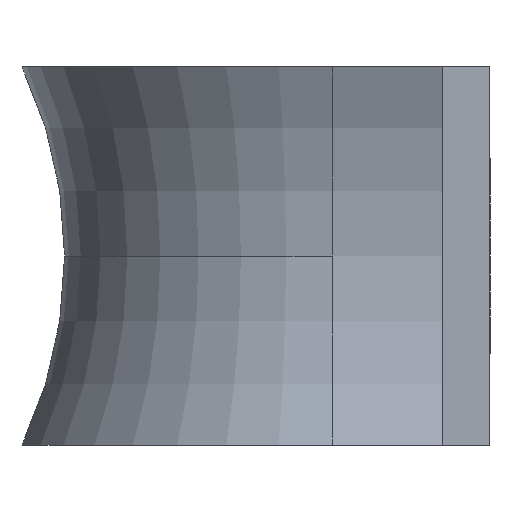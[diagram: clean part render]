
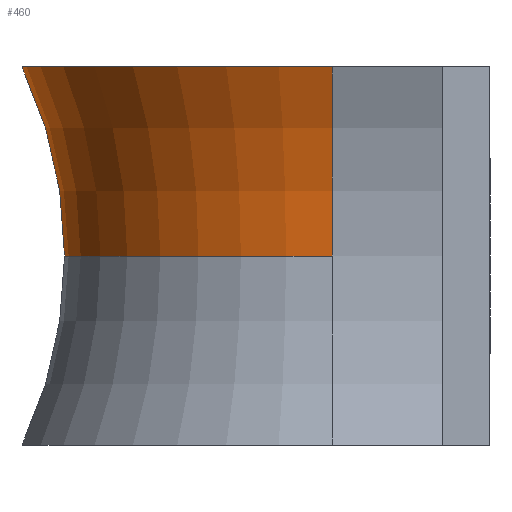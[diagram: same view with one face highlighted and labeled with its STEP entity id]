
A CAD part, left-side view. The second image highlights one B-rep face of the part: STEP entity #460.
In plain terms, the highlighted toroidal (fillet/blend) face has major radius 22.5 mm and minor radius 14 mm.
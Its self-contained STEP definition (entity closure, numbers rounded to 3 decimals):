
#1 = DIRECTION ( 'NONE',  ( 0., 0., 1. ) ) ;
#3 = ORIENTED_EDGE ( 'NONE', *, *, #153, .F. ) ;
#17 = AXIS2_PLACEMENT_3D ( 'NONE', #254, #1, #297 ) ;
#26 = DIRECTION ( 'NONE',  ( 0., 0., 1. ) ) ;
#34 = EDGE_LOOP ( 'NONE', ( #502, #518, #3, #396 ) ) ;
#53 = EDGE_CURVE ( 'NONE', #77, #496, #314, .T. ) ;
#77 = VERTEX_POINT ( 'NONE', #119 ) ;
#92 = CARTESIAN_POINT ( 'NONE',  ( 22.5, 0., 0. ) ) ;
#119 = CARTESIAN_POINT ( 'NONE',  ( 9.851, 0., 6. ) ) ;
#132 = DIRECTION ( 'NONE',  ( 0., 0., 1. ) ) ;
#150 = FACE_OUTER_BOUND ( 'NONE', #34, .T. ) ;
#153 = EDGE_CURVE ( 'NONE', #496, #156, #509, .T. ) ;
#156 = VERTEX_POINT ( 'NONE', #240 ) ;
#170 = AXIS2_PLACEMENT_3D ( 'NONE', #280, #26, #317 ) ;
#184 = CARTESIAN_POINT ( 'NONE',  ( 8.5, 0., 0. ) ) ;
#207 = CARTESIAN_POINT ( 'NONE',  ( -22.5, 0., 0. ) ) ;
#240 = CARTESIAN_POINT ( 'NONE',  ( -8.5, 0., 0. ) ) ;
#242 = DIRECTION ( 'NONE',  ( 0., 0., 1. ) ) ;
#254 = CARTESIAN_POINT ( 'NONE',  ( 0., 0., 0. ) ) ;
#280 = CARTESIAN_POINT ( 'NONE',  ( 0., 0., 6. ) ) ;
#297 = DIRECTION ( 'NONE',  ( 1., 0., 0. ) ) ;
#299 = CIRCLE ( 'NONE', #17, 8.5 ) ;
#302 = CARTESIAN_POINT ( 'NONE',  ( 0., 0., 0. ) ) ;
#304 = EDGE_CURVE ( 'NONE', #478, #156, #299, .T. ) ;
#309 = CIRCLE ( 'NONE', #546, 14. ) ;
#312 = EDGE_CURVE ( 'NONE', #77, #478, #309, .T. ) ;
#314 = CIRCLE ( 'NONE', #170, 9.851 ) ;
#317 = DIRECTION ( 'NONE',  ( 1., 0., 0. ) ) ;
#323 = AXIS2_PLACEMENT_3D ( 'NONE', #302, #380, #471 ) ;
#369 = DIRECTION ( 'NONE',  ( 0., -1., 0. ) ) ;
#380 = DIRECTION ( 'NONE',  ( 0., 0., 1. ) ) ;
#396 = ORIENTED_EDGE ( 'NONE', *, *, #53, .F. ) ;
#420 = AXIS2_PLACEMENT_3D ( 'NONE', #207, #500, #242 ) ;
#434 = CARTESIAN_POINT ( 'NONE',  ( -9.851, 0., 6. ) ) ;
#442 = TOROIDAL_SURFACE ( 'NONE', #323, 22.5, 14. ) ;
#460 = ADVANCED_FACE ( 'NONE', ( #150 ), #442, .F. ) ;
#471 = DIRECTION ( 'NONE',  ( 1., 0., 0. ) ) ;
#478 = VERTEX_POINT ( 'NONE', #184 ) ;
#496 = VERTEX_POINT ( 'NONE', #434 ) ;
#500 = DIRECTION ( 'NONE',  ( 0., 1., 0. ) ) ;
#502 = ORIENTED_EDGE ( 'NONE', *, *, #312, .T. ) ;
#509 = CIRCLE ( 'NONE', #420, 14. ) ;
#518 = ORIENTED_EDGE ( 'NONE', *, *, #304, .T. ) ;
#546 = AXIS2_PLACEMENT_3D ( 'NONE', #92, #369, #132 ) ;
